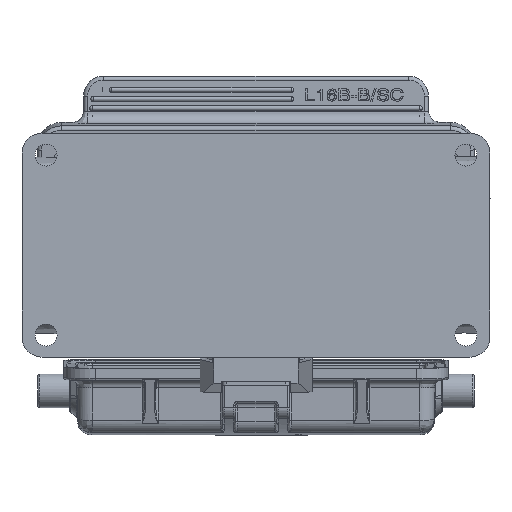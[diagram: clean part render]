
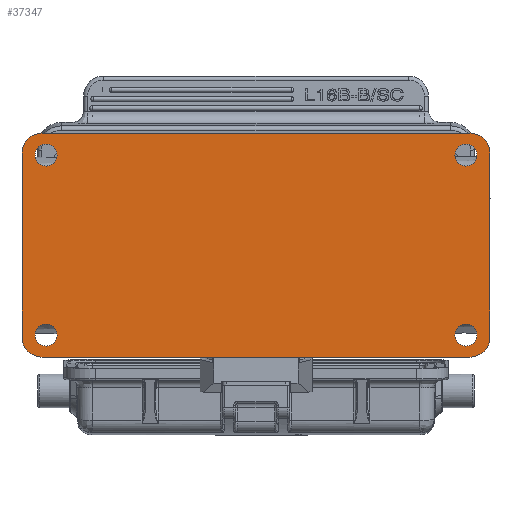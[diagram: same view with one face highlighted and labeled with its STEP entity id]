
A CAD part, front view. The second image highlights one B-rep face of the part: STEP entity #37347.
In plain terms, the highlighted planar face has unit normal (0, -1, 0).
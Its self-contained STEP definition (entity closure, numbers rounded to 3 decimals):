
#2409=DIRECTION('',(0.,0.,-1.));
#2410=VECTOR('',#2409,46.);
#2411=CARTESIAN_POINT('',(1.,0.,-5.));
#2412=LINE('',#2411,#2410);
#4402=DIRECTION('',(0.,0.,1.));
#4403=VECTOR('',#4402,46.);
#4404=CARTESIAN_POINT('',(118.,0.,-51.));
#4405=LINE('',#4404,#4403);
#4424=DIRECTION('',(-1.,0.,0.));
#4425=VECTOR('',#4424,107.);
#4426=CARTESIAN_POINT('',(113.,0.,0.));
#4427=LINE('',#4426,#4425);
#5403=CARTESIAN_POINT('',(113.,0.,-51.));
#5404=DIRECTION('',(0.,1.,0.));
#5405=DIRECTION('',(1.,0.,0.));
#5406=AXIS2_PLACEMENT_3D('',#5403,#5404,#5405);
#5408=DIRECTION('',(-1.,0.,0.));
#5409=VECTOR('',#5408,107.);
#5410=CARTESIAN_POINT('',(113.,0.,-56.));
#5411=LINE('',#5410,#5409);
#5412=CARTESIAN_POINT('',(6.,0.,-51.));
#5413=DIRECTION('',(0.,1.,0.));
#5414=DIRECTION('',(0.,0.,-1.));
#5415=AXIS2_PLACEMENT_3D('',#5412,#5413,#5414);
#5417=CARTESIAN_POINT('',(6.,0.,-5.));
#5418=DIRECTION('',(0.,1.,0.));
#5419=DIRECTION('',(-1.,0.,0.));
#5420=AXIS2_PLACEMENT_3D('',#5417,#5418,#5419);
#5422=CARTESIAN_POINT('',(113.,0.,-5.));
#5423=DIRECTION('',(0.,1.,0.));
#5424=DIRECTION('',(0.,0.,1.));
#5425=AXIS2_PLACEMENT_3D('',#5422,#5423,#5424);
#5427=CARTESIAN_POINT('',(7.,0.,-5.5));
#5428=DIRECTION('',(0.,-1.,0.));
#5429=DIRECTION('',(0.,0.,1.));
#5430=AXIS2_PLACEMENT_3D('',#5427,#5428,#5429);
#5432=CARTESIAN_POINT('',(7.,0.,-5.5));
#5433=DIRECTION('',(0.,-1.,0.));
#5434=DIRECTION('',(0.,0.,-1.));
#5435=AXIS2_PLACEMENT_3D('',#5432,#5433,#5434);
#5437=CARTESIAN_POINT('',(7.,0.,-50.5));
#5438=DIRECTION('',(0.,-1.,0.));
#5439=DIRECTION('',(0.,0.,1.));
#5440=AXIS2_PLACEMENT_3D('',#5437,#5438,#5439);
#5442=CARTESIAN_POINT('',(7.,0.,-50.5));
#5443=DIRECTION('',(0.,-1.,0.));
#5444=DIRECTION('',(0.,0.,-1.));
#5445=AXIS2_PLACEMENT_3D('',#5442,#5443,#5444);
#5447=CARTESIAN_POINT('',(112.,0.,-50.5));
#5448=DIRECTION('',(0.,-1.,0.));
#5449=DIRECTION('',(0.,0.,1.));
#5450=AXIS2_PLACEMENT_3D('',#5447,#5448,#5449);
#5452=CARTESIAN_POINT('',(112.,0.,-50.5));
#5453=DIRECTION('',(0.,-1.,0.));
#5454=DIRECTION('',(0.,0.,-1.));
#5455=AXIS2_PLACEMENT_3D('',#5452,#5453,#5454);
#5457=CARTESIAN_POINT('',(112.,0.,-5.5));
#5458=DIRECTION('',(0.,-1.,0.));
#5459=DIRECTION('',(0.,0.,1.));
#5460=AXIS2_PLACEMENT_3D('',#5457,#5458,#5459);
#5462=CARTESIAN_POINT('',(112.,0.,-5.5));
#5463=DIRECTION('',(0.,-1.,0.));
#5464=DIRECTION('',(0.,0.,-1.));
#5465=AXIS2_PLACEMENT_3D('',#5462,#5463,#5464);
#23397=CARTESIAN_POINT('',(1.,0.,-5.));
#23398=VERTEX_POINT('',#23397);
#23399=CARTESIAN_POINT('',(1.,0.,-51.));
#23400=VERTEX_POINT('',#23399);
#23675=CARTESIAN_POINT('',(118.,0.,-5.));
#23677=VERTEX_POINT('',#23675);
#23701=CARTESIAN_POINT('',(118.,0.,-51.));
#23702=VERTEX_POINT('',#23701);
#23703=CARTESIAN_POINT('',(113.,0.,0.));
#23705=VERTEX_POINT('',#23703);
#23709=CARTESIAN_POINT('',(6.,0.,0.));
#23710=VERTEX_POINT('',#23709);
#23816=CARTESIAN_POINT('',(6.,0.,-56.));
#23817=VERTEX_POINT('',#23816);
#23818=CARTESIAN_POINT('',(113.,0.,-56.));
#23819=VERTEX_POINT('',#23818);
#23820=CARTESIAN_POINT('',(7.,0.,-2.75));
#23821=CARTESIAN_POINT('',(7.,0.,-8.25));
#23822=VERTEX_POINT('',#23820);
#23823=VERTEX_POINT('',#23821);
#23824=CARTESIAN_POINT('',(7.,0.,-47.75));
#23825=CARTESIAN_POINT('',(7.,0.,-53.25));
#23826=VERTEX_POINT('',#23824);
#23827=VERTEX_POINT('',#23825);
#23828=CARTESIAN_POINT('',(112.,0.,-47.75));
#23829=CARTESIAN_POINT('',(112.,0.,-53.25));
#23830=VERTEX_POINT('',#23828);
#23831=VERTEX_POINT('',#23829);
#23832=CARTESIAN_POINT('',(112.,0.,-2.75));
#23833=CARTESIAN_POINT('',(112.,0.,-8.25));
#23834=VERTEX_POINT('',#23832);
#23835=VERTEX_POINT('',#23833);
#37307=CARTESIAN_POINT('',(59.5,0.,-28.));
#37308=DIRECTION('',(0.,1.,0.));
#37309=DIRECTION('',(0.,0.,1.));
#37310=AXIS2_PLACEMENT_3D('',#37307,#37308,#37309);
#37311=PLANE('',#37310);
#37312=ORIENTED_EDGE('',*,*,#34432,.F.);
#37313=ORIENTED_EDGE('',*,*,#37302,.T.);
#37314=ORIENTED_EDGE('',*,*,#37289,.T.);
#37315=ORIENTED_EDGE('',*,*,#37275,.T.);
#37316=ORIENTED_EDGE('',*,*,#30679,.F.);
#37318=ORIENTED_EDGE('',*,*,#37317,.T.);
#37319=ORIENTED_EDGE('',*,*,#34465,.F.);
#37320=ORIENTED_EDGE('',*,*,#34452,.T.);
#37321=EDGE_LOOP('',(#37312,#37313,#37314,#37315,#37316,#37318,#37319,#37320));
#37322=FACE_OUTER_BOUND('',#37321,.F.);
#37324=ORIENTED_EDGE('',*,*,#37323,.T.);
#37326=ORIENTED_EDGE('',*,*,#37325,.T.);
#37327=EDGE_LOOP('',(#37324,#37326));
#37328=FACE_BOUND('',#37327,.F.);
#37330=ORIENTED_EDGE('',*,*,#37329,.T.);
#37332=ORIENTED_EDGE('',*,*,#37331,.T.);
#37333=EDGE_LOOP('',(#37330,#37332));
#37334=FACE_BOUND('',#37333,.F.);
#37336=ORIENTED_EDGE('',*,*,#37335,.T.);
#37338=ORIENTED_EDGE('',*,*,#37337,.T.);
#37339=EDGE_LOOP('',(#37336,#37338));
#37340=FACE_BOUND('',#37339,.F.);
#37342=ORIENTED_EDGE('',*,*,#37341,.T.);
#37344=ORIENTED_EDGE('',*,*,#37343,.T.);
#37345=EDGE_LOOP('',(#37342,#37344));
#37346=FACE_BOUND('',#37345,.F.);
#5407=CIRCLE('',#5406,5.);
#5416=CIRCLE('',#5415,5.);
#5421=CIRCLE('',#5420,5.);
#5426=CIRCLE('',#5425,5.);
#5431=CIRCLE('',#5430,2.75);
#5436=CIRCLE('',#5435,2.75);
#5441=CIRCLE('',#5440,2.75);
#5446=CIRCLE('',#5445,2.75);
#5451=CIRCLE('',#5450,2.75);
#5456=CIRCLE('',#5455,2.75);
#5461=CIRCLE('',#5460,2.75);
#5466=CIRCLE('',#5465,2.75);
#30679=EDGE_CURVE('',#23398,#23400,#2412,.T.);
#34432=EDGE_CURVE('',#23702,#23677,#4405,.T.);
#34452=EDGE_CURVE('',#23705,#23677,#5426,.T.);
#34465=EDGE_CURVE('',#23705,#23710,#4427,.T.);
#37275=EDGE_CURVE('',#23817,#23400,#5416,.T.);
#37289=EDGE_CURVE('',#23819,#23817,#5411,.T.);
#37302=EDGE_CURVE('',#23702,#23819,#5407,.T.);
#37317=EDGE_CURVE('',#23398,#23710,#5421,.T.);
#37323=EDGE_CURVE('',#23822,#23823,#5431,.T.);
#37325=EDGE_CURVE('',#23823,#23822,#5436,.T.);
#37329=EDGE_CURVE('',#23826,#23827,#5441,.T.);
#37331=EDGE_CURVE('',#23827,#23826,#5446,.T.);
#37335=EDGE_CURVE('',#23830,#23831,#5451,.T.);
#37337=EDGE_CURVE('',#23831,#23830,#5456,.T.);
#37341=EDGE_CURVE('',#23834,#23835,#5461,.T.);
#37343=EDGE_CURVE('',#23835,#23834,#5466,.T.);
#37347=ADVANCED_FACE('',(#37322,#37328,#37334,#37340,#37346),#37311,.F.);
